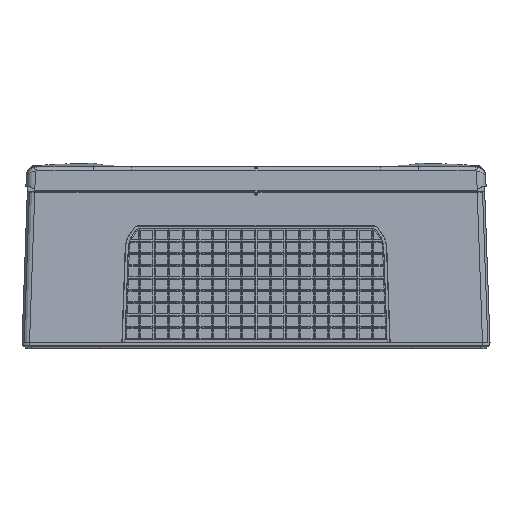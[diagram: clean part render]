
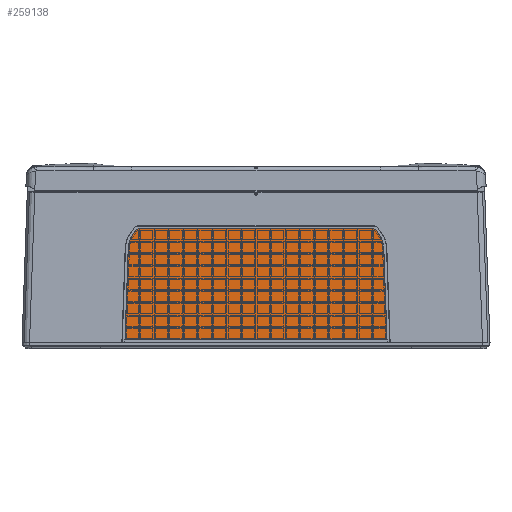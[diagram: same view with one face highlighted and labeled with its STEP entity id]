
A CAD part, front view. The second image highlights one B-rep face of the part: STEP entity #259138.
In plain terms, the highlighted planar face has unit normal (0, -0.999, 0.035).
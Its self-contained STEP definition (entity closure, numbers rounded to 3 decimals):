
#1370 = DIRECTION ( 'NONE',  ( 0.035, 0.035, 0.999 ) ) ;
#10664 = CARTESIAN_POINT ( 'NONE',  ( 84.791, -23.684, 65.735 ) ) ;
#14683 = B_SPLINE_CURVE_WITH_KNOTS ( 'NONE', 3,
 ( #347920, #274838, #448645, #343417, #101102, #264156, #306909, #34776, #66835, #172005, #122505, #261893, #377666, #446385, #206296, #174238, #240574, #334970, #309167 ),
 .UNSPECIFIED., .F., .F.,
 ( 4, 3, 3, 3, 3, 3, 4 ),
 ( 0., 0.133, 0.266, 0.53, 0.662, 0.794, 1. ),
 .UNSPECIFIED. ) ;
#15212 = CARTESIAN_POINT ( 'NONE',  ( 81.492, -23.381, 74.395 ) ) ;
#19039 = DIRECTION ( 'NONE',  ( 0., -0.999, 0.035 ) ) ;
#28691 = CARTESIAN_POINT ( 'NONE',  ( -77.745, -23.341, 75.551 ) ) ;
#32676 = DIRECTION ( 'NONE',  ( 0., 0.035, 0.999 ) ) ;
#34776 = CARTESIAN_POINT ( 'NONE',  ( -84.047, -23.556, 69.405 ) ) ;
#35862 = CARTESIAN_POINT ( 'NONE',  ( 84.868, -23.728, 64.481 ) ) ;
#42366 = ORIENTED_EDGE ( 'NONE', *, *, #410553, .F. ) ;
#45025 = CARTESIAN_POINT ( 'NONE',  ( 83.081, -23.475, 71.704 ) ) ;
#47052 = VECTOR ( 'NONE', #1370, 1000. ) ;
#51764 = CIRCLE ( 'NONE', #446011, 2.049 ) ;
#61659 = VERTEX_POINT ( 'NONE', #231823 ) ;
#66835 = CARTESIAN_POINT ( 'NONE',  ( -83.624, -23.515, 70.581 ) ) ;
#72124 = ORIENTED_EDGE ( 'NONE', *, *, #105073, .F. ) ;
#74811 = CARTESIAN_POINT ( 'NONE',  ( 84.617, -23.64, 66.978 ) ) ;
#77061 = CARTESIAN_POINT ( 'NONE',  ( 82.177, -23.418, 73.35 ) ) ;
#78119 = EDGE_CURVE ( 'NONE', #347690, #279482, #339307, .T. ) ;
#101102 = CARTESIAN_POINT ( 'NONE',  ( -84.617, -23.64, 66.978 ) ) ;
#101664 = LINE ( 'NONE', #174804, #108385 ) ;
#105073 = EDGE_CURVE ( 'NONE', #286924, #347690, #101664, .T. ) ;
#107492 = DIRECTION ( 'NONE',  ( 1., 0., 0. ) ) ;
#108385 = VECTOR ( 'NONE', #211331, 1000. ) ;
#114095 = EDGE_CURVE ( 'NONE', #211764, #61659, #14683, .T. ) ;
#118579 = AXIS2_PLACEMENT_3D ( 'NONE', #435194, #19039, #188317 ) ;
#122505 = CARTESIAN_POINT ( 'NONE',  ( -82.808, -23.456, 72.269 ) ) ;
#131996 = B_SPLINE_CURVE_WITH_KNOTS ( 'NONE', 3,
 ( #390166, #186736, #319371, #353681, #15212, #328386, #77061, #188991, #255323, #45025, #394697, #223312, #426818, #362668, #74811, #323879, #10664, #150208, #289591 ),
 .UNSPECIFIED., .F., .F.,
 ( 4, 3, 3, 3, 3, 3, 4 ),
 ( 0., 0.207, 0.339, 0.472, 0.736, 0.868, 1. ),
 .UNSPECIFIED. ) ;
#140413 = VERTEX_POINT ( 'NONE', #365411 ) ;
#150208 = CARTESIAN_POINT ( 'NONE',  ( 84.846, -23.706, 65.11 ) ) ;
#158694 = EDGE_CURVE ( 'NONE', #61659, #178145, #328552, .T. ) ;
#161156 = CARTESIAN_POINT ( 'NONE',  ( 88.071, -25.84, 3.999 ) ) ;
#163674 = DIRECTION ( 'NONE',  ( 0., 0.035, 0.999 ) ) ;
#172005 = CARTESIAN_POINT ( 'NONE',  ( -83.081, -23.475, 71.704 ) ) ;
#174238 = CARTESIAN_POINT ( 'NONE',  ( -81.112, -23.364, 74.887 ) ) ;
#174804 = CARTESIAN_POINT ( 'NONE',  ( 84.868, -23.728, 64.481 ) ) ;
#178145 = VERTEX_POINT ( 'NONE', #227853 ) ;
#180683 = ORIENTED_EDGE ( 'NONE', *, *, #392879, .F. ) ;
#186736 = CARTESIAN_POINT ( 'NONE',  ( 79.861, -23.312, 76.379 ) ) ;
#188317 = DIRECTION ( 'NONE',  ( 1., 0., 0. ) ) ;
#188991 = CARTESIAN_POINT ( 'NONE',  ( 82.507, -23.436, 72.818 ) ) ;
#206296 = CARTESIAN_POINT ( 'NONE',  ( -81.493, -23.381, 74.393 ) ) ;
#211331 = DIRECTION ( 'NONE',  ( 0.035, -0.035, -0.999 ) ) ;
#211764 = VERTEX_POINT ( 'NONE', #308956 ) ;
#221675 = CARTESIAN_POINT ( 'NONE',  ( -77.745, -23.269, 77.599 ) ) ;
#223312 = CARTESIAN_POINT ( 'NONE',  ( 84.045, -23.555, 69.415 ) ) ;
#227853 = CARTESIAN_POINT ( 'NONE',  ( -77.745, -23.269, 77.599 ) ) ;
#231823 = CARTESIAN_POINT ( 'NONE',  ( -79.143, -23.289, 77.048 ) ) ;
#239802 = VERTEX_POINT ( 'NONE', #280409 ) ;
#240574 = CARTESIAN_POINT ( 'NONE',  ( -80.517, -23.337, 75.657 ) ) ;
#255323 = CARTESIAN_POINT ( 'NONE',  ( 82.81, -23.456, 72.265 ) ) ;
#259138 = ADVANCED_FACE ( 'NONE', ( #308072 ), #447563, .T. ) ;
#261893 = CARTESIAN_POINT ( 'NONE',  ( -82.506, -23.436, 72.819 ) ) ;
#264156 = CARTESIAN_POINT ( 'NONE',  ( -84.497, -23.619, 67.595 ) ) ;
#268441 = DIRECTION ( 'NONE',  ( -1., 0., 0. ) ) ;
#268726 = DIRECTION ( 'NONE',  ( 0., 0.999, -0.035 ) ) ;
#274838 = CARTESIAN_POINT ( 'NONE',  ( -84.846, -23.706, 65.11 ) ) ;
#279482 = VERTEX_POINT ( 'NONE', #433927 ) ;
#280409 = CARTESIAN_POINT ( 'NONE',  ( 79.143, -23.289, 77.048 ) ) ;
#280956 = EDGE_CURVE ( 'NONE', #140413, #239802, #51764, .T. ) ;
#286924 = VERTEX_POINT ( 'NONE', #35862 ) ;
#289232 = EDGE_CURVE ( 'NONE', #279482, #211764, #321287, .T. ) ;
#289591 = CARTESIAN_POINT ( 'NONE',  ( 84.868, -23.728, 64.481 ) ) ;
#299033 = ORIENTED_EDGE ( 'NONE', *, *, #280956, .F. ) ;
#306909 = CARTESIAN_POINT ( 'NONE',  ( -84.346, -23.598, 68.203 ) ) ;
#308072 = FACE_OUTER_BOUND ( 'NONE', #434826, .T. ) ;
#308956 = CARTESIAN_POINT ( 'NONE',  ( -84.868, -23.728, 64.481 ) ) ;
#309167 = CARTESIAN_POINT ( 'NONE',  ( -79.143, -23.289, 77.048 ) ) ;
#313891 = AXIS2_PLACEMENT_3D ( 'NONE', #28691, #268726, #163674 ) ;
#319371 = CARTESIAN_POINT ( 'NONE',  ( 80.517, -23.337, 75.658 ) ) ;
#321287 = LINE ( 'NONE', #451787, #47052 ) ;
#323879 = CARTESIAN_POINT ( 'NONE',  ( 84.704, -23.662, 66.356 ) ) ;
#328386 = CARTESIAN_POINT ( 'NONE',  ( 81.847, -23.399, 73.883 ) ) ;
#328552 = CIRCLE ( 'NONE', #313891, 2.049 ) ;
#334970 = CARTESIAN_POINT ( 'NONE',  ( -79.859, -23.312, 76.38 ) ) ;
#339307 = LINE ( 'NONE', #161156, #411328 ) ;
#343417 = CARTESIAN_POINT ( 'NONE',  ( -84.704, -23.662, 66.356 ) ) ;
#347690 = VERTEX_POINT ( 'NONE', #362650 ) ;
#347920 = CARTESIAN_POINT ( 'NONE',  ( -84.868, -23.728, 64.481 ) ) ;
#353681 = CARTESIAN_POINT ( 'NONE',  ( 81.112, -23.364, 74.887 ) ) ;
#362650 = CARTESIAN_POINT ( 'NONE',  ( 86.98, -25.84, 3.999 ) ) ;
#362668 = CARTESIAN_POINT ( 'NONE',  ( 84.497, -23.619, 67.597 ) ) ;
#365411 = CARTESIAN_POINT ( 'NONE',  ( 77.745, -23.269, 77.599 ) ) ;
#377666 = CARTESIAN_POINT ( 'NONE',  ( -82.177, -23.418, 73.35 ) ) ;
#390166 = CARTESIAN_POINT ( 'NONE',  ( 79.143, -23.289, 77.048 ) ) ;
#390778 = LINE ( 'NONE', #221675, #431004 ) ;
#392879 = EDGE_CURVE ( 'NONE', #239802, #286924, #131996, .T. ) ;
#394697 = CARTESIAN_POINT ( 'NONE',  ( 83.623, -23.515, 70.582 ) ) ;
#407027 = ORIENTED_EDGE ( 'NONE', *, *, #78119, .F. ) ;
#409896 = DIRECTION ( 'NONE',  ( 0., 0.999, -0.035 ) ) ;
#410553 = EDGE_CURVE ( 'NONE', #178145, #140413, #390778, .T. ) ;
#411328 = VECTOR ( 'NONE', #268441, 1000. ) ;
#417879 = ORIENTED_EDGE ( 'NONE', *, *, #289232, .F. ) ;
#418941 = CARTESIAN_POINT ( 'NONE',  ( 77.745, -23.341, 75.551 ) ) ;
#426818 = CARTESIAN_POINT ( 'NONE',  ( 84.346, -23.598, 68.203 ) ) ;
#431004 = VECTOR ( 'NONE', #107492, 1000. ) ;
#433927 = CARTESIAN_POINT ( 'NONE',  ( -86.98, -25.84, 3.999 ) ) ;
#434313 = ORIENTED_EDGE ( 'NONE', *, *, #158694, .F. ) ;
#434826 = EDGE_LOOP ( 'NONE', ( #417879, #407027, #72124, #180683, #299033, #42366, #434313, #442041 ) ) ;
#435194 = CARTESIAN_POINT ( 'NONE',  ( -50., -24.165, 51.949 ) ) ;
#442041 = ORIENTED_EDGE ( 'NONE', *, *, #114095, .F. ) ;
#446011 = AXIS2_PLACEMENT_3D ( 'NONE', #418941, #409896, #32676 ) ;
#446385 = CARTESIAN_POINT ( 'NONE',  ( -81.849, -23.399, 73.881 ) ) ;
#447563 = PLANE ( 'NONE',  #118579 ) ;
#448645 = CARTESIAN_POINT ( 'NONE',  ( -84.791, -23.684, 65.736 ) ) ;
#451787 = CARTESIAN_POINT ( 'NONE',  ( -87.048, -25.908, 2.051 ) ) ;
